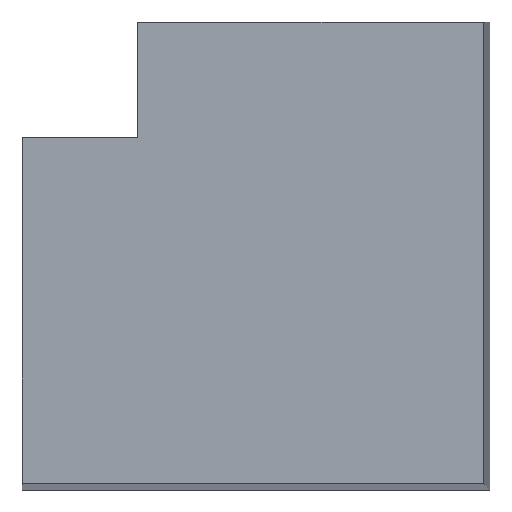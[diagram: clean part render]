
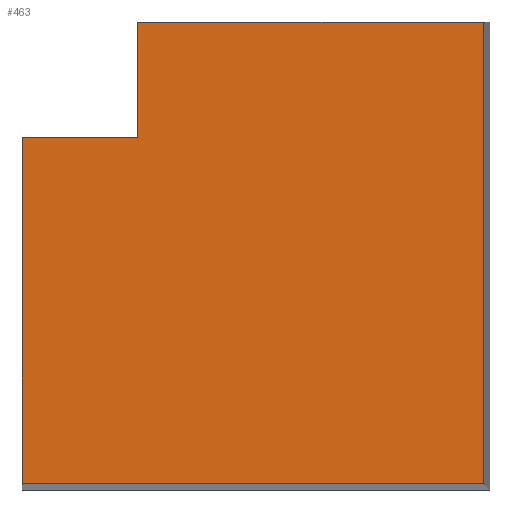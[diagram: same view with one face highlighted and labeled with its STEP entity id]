
A CAD part, top view. The second image highlights one B-rep face of the part: STEP entity #463.
In plain terms, the highlighted planar face has unit normal (0, 0, 1).
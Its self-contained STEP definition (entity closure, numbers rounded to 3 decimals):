
#14 = DIRECTION ( 'NONE',  ( 1., 0., 0. ) ) ;
#19 = ORIENTED_EDGE ( 'NONE', *, *, #349, .T. ) ;
#27 = DIRECTION ( 'NONE',  ( 1., 0., 0. ) ) ;
#29 = VERTEX_POINT ( 'NONE', #108 ) ;
#37 = VERTEX_POINT ( 'NONE', #160 ) ;
#53 = EDGE_CURVE ( 'NONE', #29, #207, #119, .T. ) ;
#65 = CARTESIAN_POINT ( 'NONE',  ( 0., -52.5, 55.5 ) ) ;
#74 = VECTOR ( 'NONE', #361, 1000. ) ;
#75 = AXIS2_PLACEMENT_3D ( 'NONE', #248, #413, #287 ) ;
#84 = EDGE_LOOP ( 'NONE', ( #475, #202, #476, #19, #277, #233 ) ) ;
#91 = CARTESIAN_POINT ( 'NONE',  ( -140., -52.5, 55.5 ) ) ;
#93 = VERTEX_POINT ( 'NONE', #286 ) ;
#108 = CARTESIAN_POINT ( 'NONE',  ( -140., -52.5, 55.5 ) ) ;
#119 = LINE ( 'NONE', #91, #296 ) ;
#147 = VECTOR ( 'NONE', #27, 1000. ) ;
#151 = DIRECTION ( 'NONE',  ( 0., -1., 0. ) ) ;
#155 = CARTESIAN_POINT ( 'NONE',  ( -105., 87.5, 55.5 ) ) ;
#160 = CARTESIAN_POINT ( 'NONE',  ( 0., 87.5, 55.5 ) ) ;
#169 = LINE ( 'NONE', #438, #318 ) ;
#192 = LINE ( 'NONE', #328, #74 ) ;
#197 = LINE ( 'NONE', #155, #147 ) ;
#199 = CARTESIAN_POINT ( 'NONE',  ( -140., 52.5, 55.5 ) ) ;
#200 = DIRECTION ( 'NONE',  ( 0., -1., 0. ) ) ;
#202 = ORIENTED_EDGE ( 'NONE', *, *, #253, .F. ) ;
#207 = VERTEX_POINT ( 'NONE', #65 ) ;
#208 = CARTESIAN_POINT ( 'NONE',  ( -105., 52.5, 55.5 ) ) ;
#219 = FACE_OUTER_BOUND ( 'NONE', #84, .T. ) ;
#221 = VERTEX_POINT ( 'NONE', #208 ) ;
#229 = DIRECTION ( 'NONE',  ( 0., -1., 0. ) ) ;
#230 = EDGE_CURVE ( 'NONE', #93, #221, #192, .T. ) ;
#233 = ORIENTED_EDGE ( 'NONE', *, *, #347, .T. ) ;
#248 = CARTESIAN_POINT ( 'NONE',  ( -140., 52.5, 55.5 ) ) ;
#251 = EDGE_CURVE ( 'NONE', #351, #37, #197, .T. ) ;
#253 = EDGE_CURVE ( 'NONE', #37, #207, #169, .T. ) ;
#277 = ORIENTED_EDGE ( 'NONE', *, *, #230, .F. ) ;
#284 = CARTESIAN_POINT ( 'NONE',  ( -105., 87.5, 55.5 ) ) ;
#286 = CARTESIAN_POINT ( 'NONE',  ( -140., 52.5, 55.5 ) ) ;
#287 = DIRECTION ( 'NONE',  ( -1., 0., 0. ) ) ;
#296 = VECTOR ( 'NONE', #14, 1000. ) ;
#310 = LINE ( 'NONE', #284, #493 ) ;
#318 = VECTOR ( 'NONE', #151, 1000. ) ;
#328 = CARTESIAN_POINT ( 'NONE',  ( -140., 52.5, 55.5 ) ) ;
#334 = LINE ( 'NONE', #199, #350 ) ;
#347 = EDGE_CURVE ( 'NONE', #93, #29, #334, .T. ) ;
#349 = EDGE_CURVE ( 'NONE', #351, #221, #310, .T. ) ;
#350 = VECTOR ( 'NONE', #200, 1000. ) ;
#351 = VERTEX_POINT ( 'NONE', #474 ) ;
#361 = DIRECTION ( 'NONE',  ( 1., 0., 0. ) ) ;
#413 = DIRECTION ( 'NONE',  ( 0., 0., -1. ) ) ;
#438 = CARTESIAN_POINT ( 'NONE',  ( 0., 87.5, 55.5 ) ) ;
#448 = PLANE ( 'NONE',  #75 ) ;
#463 = ADVANCED_FACE ( 'NONE', ( #219 ), #448, .F. ) ;
#474 = CARTESIAN_POINT ( 'NONE',  ( -105., 87.5, 55.5 ) ) ;
#475 = ORIENTED_EDGE ( 'NONE', *, *, #53, .T. ) ;
#476 = ORIENTED_EDGE ( 'NONE', *, *, #251, .F. ) ;
#493 = VECTOR ( 'NONE', #229, 1000. ) ;
